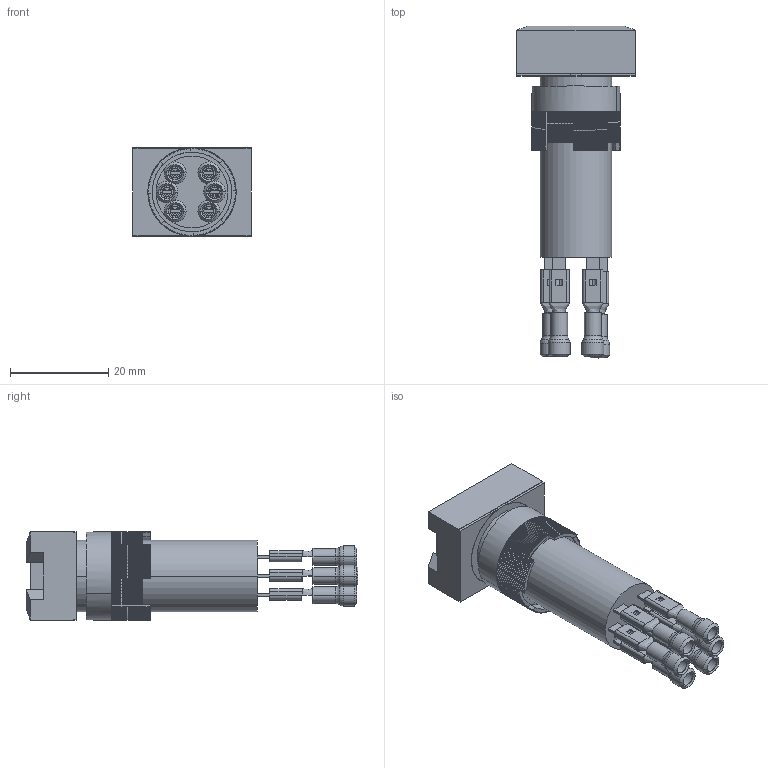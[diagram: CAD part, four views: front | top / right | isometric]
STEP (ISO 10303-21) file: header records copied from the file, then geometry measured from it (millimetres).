
FILE_DESCRIPTION (( 'STEP AP214' ), '1' );
FILE_NAME ('495CF5D6-971B-4127-84F0-7F9B69D534AE.STEP', '2007-09-20T15:44:16', ( 'sysAdmin' ), ( 'SolidWorks' ), 'SwSTEP 2.0', 'SolidWorks 2008', '' );
FILE_SCHEMA (( 'AUTOMOTIVE_DESIGN' ));
Length unit declared in the file: inch
Products named in the file (6): SW3dPS-Panel Mount Switch_PBCasing; SW3dPS-Panel Mount Switch_PBConnector; SW3dPS-Panel Mount Switch_PBNut; 495CF5D6-971B-4127-84F0-7F9B69D534AE; SW3dPS-Panel Mount Switch_PButton; SW3dPS-Panel Mount Switch_PBHousing
Assembly tree (10 placements, depth 2):
  495CF5D6-971B-4127-84F0-7F9B69D534AE
    SW3dPS-Panel Mount Switch_PBCasing
    SW3dPS-Panel Mount Switch_PButton
    SW3dPS-Panel Mount Switch_PBConnector  x6
    SW3dPS-Panel Mount Switch_PBNut
    SW3dPS-Panel Mount Switch_PBHousing
Bounding box: 24 x 67.43 x 17.91 mm (x, y, z)
Volume: 10075.7 mm3; surface area: 9618.8 mm2
Topology: 10 solids, 10 shells, 1038 faces, 2494 edges, 1472 vertices
Faces by surface type: plane 762, cylinder 180, torus 48, cone 36, bspline 12
Entity records: 22433 total; most frequent: CARTESIAN_POINT 4533, DIRECTION 3375, ORIENTED_EDGE 3348, EDGE_CURVE 1674, VECTOR 1375, LINE 1375, AXIS2_PLACEMENT_3D 1000, VERTEX_POINT 982
